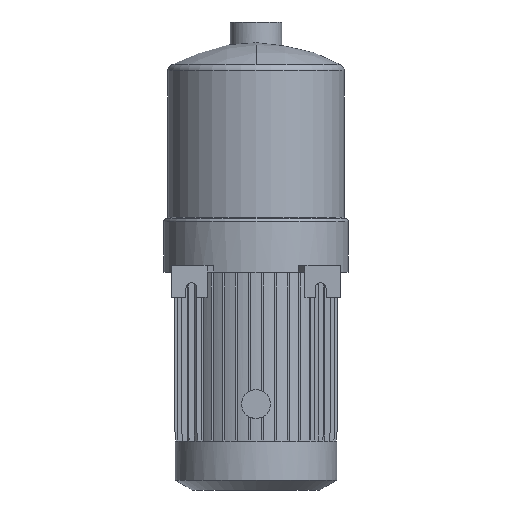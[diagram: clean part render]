
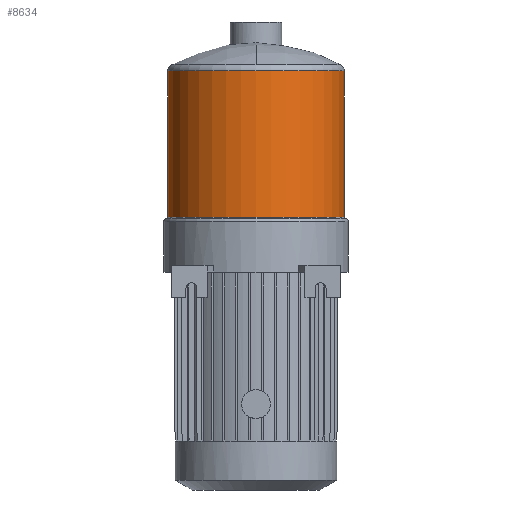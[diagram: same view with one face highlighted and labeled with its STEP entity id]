
A CAD part, front view. The second image highlights one B-rep face of the part: STEP entity #8634.
In plain terms, the highlighted cylindrical face has radius 76.5 mm (diameter 153 mm), a partial arc.
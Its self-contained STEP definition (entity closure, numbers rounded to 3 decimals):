
#558 = CIRCLE ( 'NONE', #6774, 76.5 ) ;
#582 = VECTOR ( 'NONE', #5341, 1000. ) ;
#888 = CIRCLE ( 'NONE', #1992, 76.5 ) ;
#1689 = CARTESIAN_POINT ( 'NONE',  ( 0., 0., 100.562 ) ) ;
#1749 = EDGE_CURVE ( 'NONE', #3342, #8498, #10576, .T. ) ;
#1917 = CARTESIAN_POINT ( 'NONE',  ( 76.5, 0., -26.5 ) ) ;
#1992 = AXIS2_PLACEMENT_3D ( 'NONE', #1689, #4135, #8578 ) ;
#2342 = ORIENTED_EDGE ( 'NONE', *, *, #7540, .T. ) ;
#3046 = AXIS2_PLACEMENT_3D ( 'NONE', #4223, #5165, #3287 ) ;
#3287 = DIRECTION ( 'NONE',  ( 1., 0., 0. ) ) ;
#3342 = VERTEX_POINT ( 'NONE', #10823 ) ;
#3795 = ORIENTED_EDGE ( 'NONE', *, *, #5844, .T. ) ;
#4135 = DIRECTION ( 'NONE',  ( 0., 0., -1. ) ) ;
#4223 = CARTESIAN_POINT ( 'NONE',  ( 0., 0., 143. ) ) ;
#4922 = CARTESIAN_POINT ( 'NONE',  ( 76.5, 0., 143. ) ) ;
#5165 = DIRECTION ( 'NONE',  ( 0., 0., 1. ) ) ;
#5236 = CARTESIAN_POINT ( 'NONE',  ( -76.5, 0., 143. ) ) ;
#5341 = DIRECTION ( 'NONE',  ( 0., 0., 1. ) ) ;
#5818 = ORIENTED_EDGE ( 'NONE', *, *, #1749, .F. ) ;
#5844 = EDGE_CURVE ( 'NONE', #10986, #8267, #9214, .T. ) ;
#5857 = VECTOR ( 'NONE', #8318, 1000. ) ;
#5981 = ORIENTED_EDGE ( 'NONE', *, *, #7170, .T. ) ;
#6774 = AXIS2_PLACEMENT_3D ( 'NONE', #7593, #8485, #8602 ) ;
#7170 = EDGE_CURVE ( 'NONE', #8267, #8498, #888, .T. ) ;
#7228 = CARTESIAN_POINT ( 'NONE',  ( -76.5, 0., 100.562 ) ) ;
#7540 = EDGE_CURVE ( 'NONE', #3342, #10986, #558, .T. ) ;
#7593 = CARTESIAN_POINT ( 'NONE',  ( 0., 0., -26.5 ) ) ;
#7625 = CARTESIAN_POINT ( 'NONE',  ( 76.5, 0., 100.562 ) ) ;
#8267 = VERTEX_POINT ( 'NONE', #7625 ) ;
#8318 = DIRECTION ( 'NONE',  ( 0., 0., 1. ) ) ;
#8339 = CYLINDRICAL_SURFACE ( 'NONE', #3046, 76.5 ) ;
#8485 = DIRECTION ( 'NONE',  ( 0., 0., 1. ) ) ;
#8498 = VERTEX_POINT ( 'NONE', #7228 ) ;
#8504 = FACE_OUTER_BOUND ( 'NONE', #9240, .T. ) ;
#8578 = DIRECTION ( 'NONE',  ( -1., 0., 0. ) ) ;
#8602 = DIRECTION ( 'NONE',  ( 1., 0., 0. ) ) ;
#8634 = ADVANCED_FACE ( 'NONE', ( #8504 ), #8339, .T. ) ;
#9214 = LINE ( 'NONE', #4922, #5857 ) ;
#9240 = EDGE_LOOP ( 'NONE', ( #5818, #2342, #3795, #5981 ) ) ;
#10576 = LINE ( 'NONE', #5236, #582 ) ;
#10823 = CARTESIAN_POINT ( 'NONE',  ( -76.5, 0., -26.5 ) ) ;
#10986 = VERTEX_POINT ( 'NONE', #1917 ) ;
